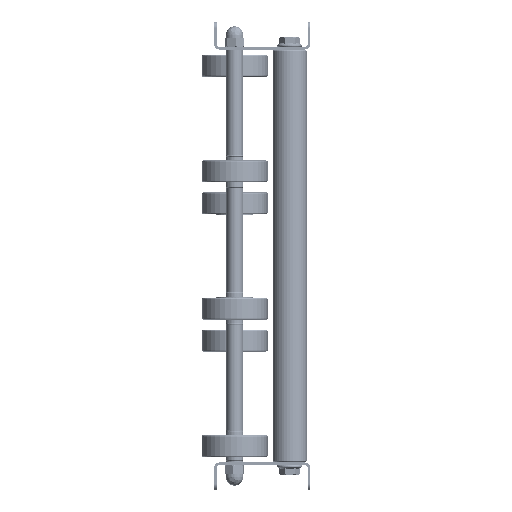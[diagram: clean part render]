
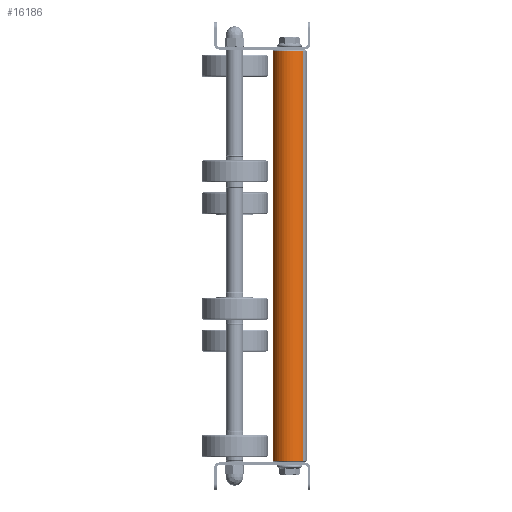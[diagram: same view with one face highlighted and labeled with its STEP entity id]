
A CAD part, left-side view. The second image highlights one B-rep face of the part: STEP entity #16186.
In plain terms, the highlighted cylindrical face has radius 12.5 mm (diameter 25 mm), a partial arc.
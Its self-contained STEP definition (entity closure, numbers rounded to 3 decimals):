
#654 = CARTESIAN_POINT ( 'NONE',  ( 1., 0., 0. ) ) ;
#1193 = ORIENTED_EDGE ( 'NONE', *, *, #3070, .T. ) ;
#1392 = CARTESIAN_POINT ( 'NONE',  ( 300., 0., 12.5 ) ) ;
#1517 = DIRECTION ( 'NONE',  ( -1., 0., 0. ) ) ;
#1709 = CARTESIAN_POINT ( 'NONE',  ( 299., 0., 12.5 ) ) ;
#1808 = EDGE_CURVE ( 'NONE', #5834, #17632, #2804, .T. ) ;
#2004 = ORIENTED_EDGE ( 'NONE', *, *, #7873, .T. ) ;
#2285 = CARTESIAN_POINT ( 'NONE',  ( 299., 0., 0. ) ) ;
#2631 = AXIS2_PLACEMENT_3D ( 'NONE', #2285, #10964, #16659 ) ;
#2693 = CARTESIAN_POINT ( 'NONE',  ( 300., 0., 0. ) ) ;
#2804 = LINE ( 'NONE', #1392, #16380 ) ;
#3070 = EDGE_CURVE ( 'NONE', #18448, #5834, #11617, .T. ) ;
#4323 = LINE ( 'NONE', #11335, #16693 ) ;
#4397 = EDGE_CURVE ( 'NONE', #18448, #13227, #4323, .T. ) ;
#4455 = CYLINDRICAL_SURFACE ( 'NONE', #8840, 12.5 ) ;
#4783 = DIRECTION ( 'NONE',  ( 1., 0., 0. ) ) ;
#5834 = VERTEX_POINT ( 'NONE', #1709 ) ;
#5949 = EDGE_LOOP ( 'NONE', ( #8884, #1193, #17902, #2004 ) ) ;
#6076 = CARTESIAN_POINT ( 'NONE',  ( 1., 0., -12.5 ) ) ;
#7091 = DIRECTION ( 'NONE',  ( -1., 0., 0. ) ) ;
#7809 = AXIS2_PLACEMENT_3D ( 'NONE', #654, #4783, #16169 ) ;
#7873 = EDGE_CURVE ( 'NONE', #17632, #13227, #16476, .T. ) ;
#8474 = DIRECTION ( 'NONE',  ( -1., 0., 0. ) ) ;
#8840 = AXIS2_PLACEMENT_3D ( 'NONE', #2693, #8474, #12876 ) ;
#8884 = ORIENTED_EDGE ( 'NONE', *, *, #4397, .F. ) ;
#9731 = CARTESIAN_POINT ( 'NONE',  ( 1., 0., 12.5 ) ) ;
#10236 = FACE_OUTER_BOUND ( 'NONE', #5949, .T. ) ;
#10964 = DIRECTION ( 'NONE',  ( -1., 0., 0. ) ) ;
#11335 = CARTESIAN_POINT ( 'NONE',  ( 300., 0., -12.5 ) ) ;
#11617 = CIRCLE ( 'NONE', #2631, 12.5 ) ;
#12876 = DIRECTION ( 'NONE',  ( 0., 0., 1. ) ) ;
#13227 = VERTEX_POINT ( 'NONE', #6076 ) ;
#13716 = CARTESIAN_POINT ( 'NONE',  ( 299., 0., -12.5 ) ) ;
#16169 = DIRECTION ( 'NONE',  ( 0., 0., -1. ) ) ;
#16186 = ADVANCED_FACE ( 'NONE', ( #10236 ), #4455, .T. ) ;
#16380 = VECTOR ( 'NONE', #7091, 1000. ) ;
#16476 = CIRCLE ( 'NONE', #7809, 12.5 ) ;
#16659 = DIRECTION ( 'NONE',  ( 0., 0., -1. ) ) ;
#16693 = VECTOR ( 'NONE', #1517, 1000. ) ;
#17632 = VERTEX_POINT ( 'NONE', #9731 ) ;
#17902 = ORIENTED_EDGE ( 'NONE', *, *, #1808, .T. ) ;
#18448 = VERTEX_POINT ( 'NONE', #13716 ) ;
